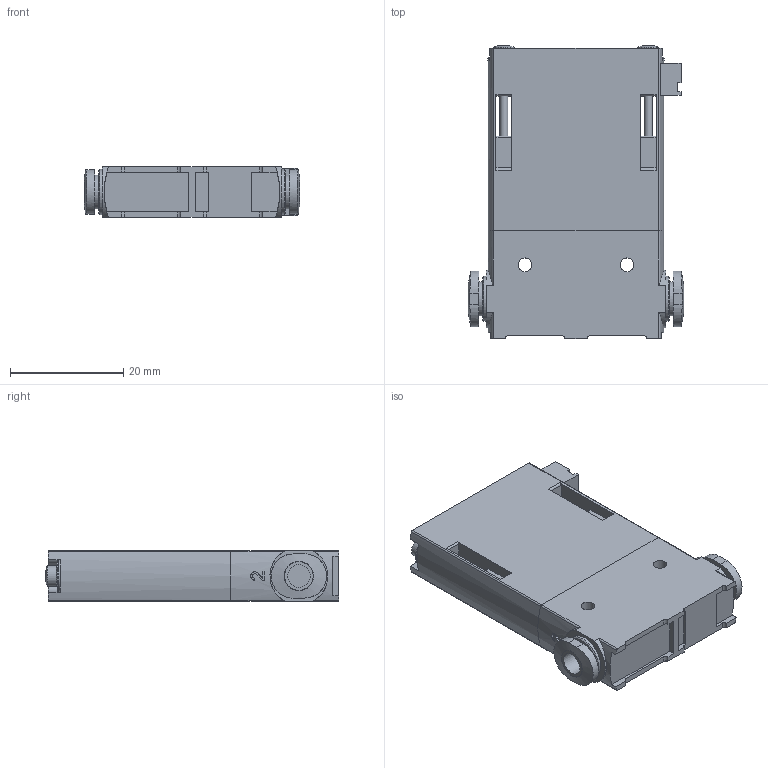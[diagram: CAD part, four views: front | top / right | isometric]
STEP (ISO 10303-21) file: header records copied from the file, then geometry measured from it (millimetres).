
FILE_DESCRIPTION(/* description */ ('STEP AP214'),/* implementation_level */ '2;1');
FILE_NAME(/* name */ '8084273_MHJ9-QS-4-MF_LP',/* time_stamp */ '2024-09-06T14:45:29+02:00',/* author */ ('License CC BY-ND 4.0'),/* organization */ ('CADENAS'),/* preprocessor_version */ 'ST-DEVELOPER v19.3',/* originating_system */ 'PARTsolutions',/* authorisation */ ' ');
FILE_SCHEMA (('AUTOMOTIVE_DESIGN {1 0 10303 214 3 1 1}'));
Length unit declared in the file: millimetre
Products named in the file (6): 8084273 MHJ9-QS-4-MF/LP; 711069 MHJ9-MF; 726715 5.7x2.2x0.3; 726717 5.5x2.2x0.2; 726750 REM-F-2X36-10.9; 717991 MHJ9-QS-4_(3.2)
Assembly tree (8 placements, depth 2):
  8084273 MHJ9-QS-4-MF/LP
    711069 MHJ9-MF
    726715 5.7x2.2x0.3  x2
    726717 5.5x2.2x0.2  x2
    726750 REM-F-2X36-10.9  x2
    717991 MHJ9-QS-4_(3.2)
Bounding box: 38 x 51.71 x 9 mm (x, y, z)
Volume: 13536.6 mm3; surface area: 7224.3 mm2
Topology: 8 solids, 8 shells, 274 faces, 689 edges, 452 vertices
Faces by surface type: plane 143, cylinder 113, cone 14, sphere 2, torus 2
Full cylindrical faces by diameter (mm): 1.45 x2, 1.65 x2, 2 x4, 2.2 x4, 2.4 x6, 3 x2, 3.2 x2, 3.7 x2, 4 x2, 5.5 x2, 5.7 x2, 6 x2, 8 x2
Entity records: 8939 total; most frequent: CARTESIAN_POINT 1384, DIRECTION 1244, ORIENTED_EDGE 1158, EDGE_CURVE 579, AXIS2_PLACEMENT_3D 446, VERTEX_POINT 406, LINE 352, VECTOR 352
